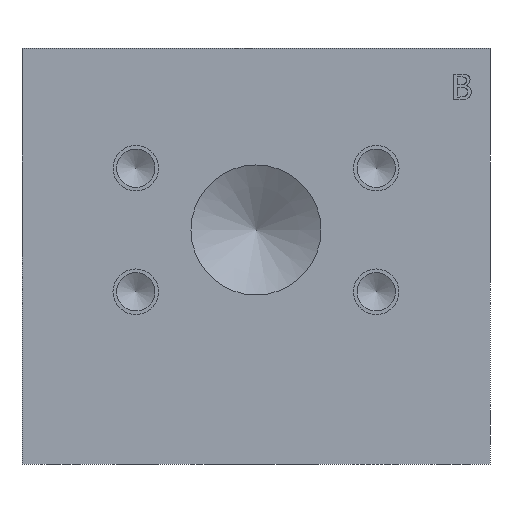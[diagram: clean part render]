
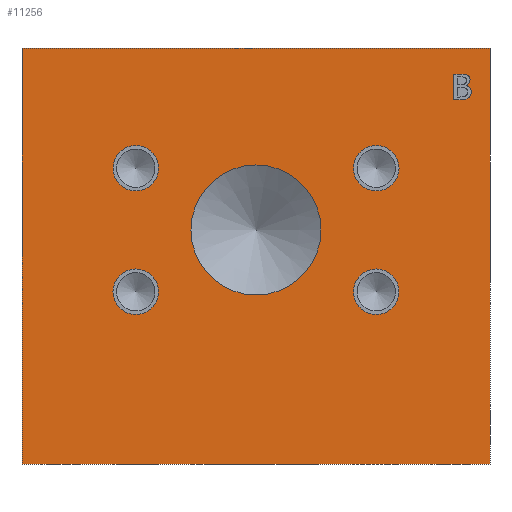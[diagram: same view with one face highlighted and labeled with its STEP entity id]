
A CAD part, front view. The second image highlights one B-rep face of the part: STEP entity #11256.
In plain terms, the highlighted planar face has unit normal (0, -1, 0).
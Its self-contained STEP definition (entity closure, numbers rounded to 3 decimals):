
#327=B_SPLINE_CURVE_WITH_KNOTS('',2,(#18384,#18385,#18386,#18387),
 .UNSPECIFIED.,.F.,.F.,(3,1,3),(0.,1.,2.),.UNSPECIFIED.);
#329=B_SPLINE_CURVE_WITH_KNOTS('',2,(#18411,#18412,#18413,#18414),
 .UNSPECIFIED.,.F.,.F.,(3,1,3),(0.,1.,2.),.UNSPECIFIED.);
#331=B_SPLINE_CURVE_WITH_KNOTS('',2,(#18430,#18431,#18432,#18433),
 .UNSPECIFIED.,.F.,.F.,(3,1,3),(0.,1.,2.),.UNSPECIFIED.);
#333=B_SPLINE_CURVE_WITH_KNOTS('',2,(#18449,#18450,#18451,#18452),
 .UNSPECIFIED.,.F.,.F.,(3,1,3),(0.,1.,2.),.UNSPECIFIED.);
#335=B_SPLINE_CURVE_WITH_KNOTS('',2,(#18486,#18487,#18488,#18489),
 .UNSPECIFIED.,.F.,.F.,(3,1,3),(0.,1.,2.),.UNSPECIFIED.);
#337=B_SPLINE_CURVE_WITH_KNOTS('',2,(#18504,#18505,#18506,#18507),
 .UNSPECIFIED.,.F.,.F.,(3,1,3),(0.,1.,2.),.UNSPECIFIED.);
#470=CIRCLE('',#11773,5.563);
#471=CIRCLE('',#11774,5.563);
#472=CIRCLE('',#11775,5.563);
#473=CIRCLE('',#11776,5.563);
#474=CIRCLE('',#11777,5.563);
#475=CIRCLE('',#11778,5.563);
#476=CIRCLE('',#11779,5.563);
#477=CIRCLE('',#11780,5.563);
#478=CIRCLE('',#11781,15.875);
#479=CIRCLE('',#11782,15.875);
#776=FACE_BOUND('',#1871,.T.);
#777=FACE_BOUND('',#1872,.T.);
#778=FACE_BOUND('',#1873,.T.);
#779=FACE_BOUND('',#1874,.T.);
#780=FACE_BOUND('',#1875,.T.);
#781=FACE_BOUND('',#1876,.T.);
#1246=FACE_OUTER_BOUND('',#1870,.T.);
#1870=EDGE_LOOP('',(#9214,#9215,#9216,#9217));
#1871=EDGE_LOOP('',(#9218,#9219,#9220,#9221,#9222,#9223,#9224,#9225,#9226,
#9227));
#1872=EDGE_LOOP('',(#9228,#9229));
#1873=EDGE_LOOP('',(#9230,#9231));
#1874=EDGE_LOOP('',(#9232,#9233));
#1875=EDGE_LOOP('',(#9234,#9235));
#1876=EDGE_LOOP('',(#9236,#9237));
#2120=LINE('',#14878,#3203);
#2522=LINE('',#16886,#3605);
#3025=LINE('',#18398,#4108);
#3031=LINE('',#18461,#4114);
#3034=LINE('',#18467,#4117);
#3037=LINE('',#18473,#4120);
#3041=LINE('',#18515,#4124);
#3042=LINE('',#18516,#4125);
#3203=VECTOR('',#12257,10.);
#3605=VECTOR('',#12941,10.);
#4108=VECTOR('',#13806,10.);
#4114=VECTOR('',#13814,10.);
#4117=VECTOR('',#13819,10.);
#4120=VECTOR('',#13824,10.);
#4124=VECTOR('',#13832,10.);
#4125=VECTOR('',#13833,10.);
#4275=VERTEX_POINT('',#14876);
#4276=VERTEX_POINT('',#14877);
#4653=VERTEX_POINT('',#16885);
#5029=VERTEX_POINT('',#18382);
#5030=VERTEX_POINT('',#18383);
#5033=VERTEX_POINT('',#18397);
#5035=VERTEX_POINT('',#18410);
#5037=VERTEX_POINT('',#18429);
#5039=VERTEX_POINT('',#18448);
#5041=VERTEX_POINT('',#18460);
#5043=VERTEX_POINT('',#18466);
#5045=VERTEX_POINT('',#18472);
#5047=VERTEX_POINT('',#18485);
#5049=VERTEX_POINT('',#18514);
#5050=VERTEX_POINT('',#18517);
#5051=VERTEX_POINT('',#18518);
#5052=VERTEX_POINT('',#18521);
#5053=VERTEX_POINT('',#18522);
#5054=VERTEX_POINT('',#18525);
#5055=VERTEX_POINT('',#18526);
#5056=VERTEX_POINT('',#18529);
#5057=VERTEX_POINT('',#18530);
#5058=VERTEX_POINT('',#18533);
#5059=VERTEX_POINT('',#18534);
#5380=EDGE_CURVE('',#4275,#4276,#2120,.T.);
#5936=EDGE_CURVE('',#4275,#4653,#2522,.T.);
#6497=EDGE_CURVE('',#5029,#5030,#327,.T.);
#6501=EDGE_CURVE('',#5033,#5029,#3025,.T.);
#6504=EDGE_CURVE('',#5035,#5033,#329,.T.);
#6507=EDGE_CURVE('',#5037,#5035,#331,.T.);
#6510=EDGE_CURVE('',#5039,#5037,#333,.T.);
#6513=EDGE_CURVE('',#5041,#5039,#3031,.T.);
#6516=EDGE_CURVE('',#5043,#5041,#3034,.T.);
#6519=EDGE_CURVE('',#5045,#5043,#3037,.T.);
#6522=EDGE_CURVE('',#5047,#5045,#335,.T.);
#6525=EDGE_CURVE('',#5030,#5047,#337,.T.);
#6527=EDGE_CURVE('',#4276,#5049,#3041,.T.);
#6528=EDGE_CURVE('',#4653,#5049,#3042,.T.);
#6529=EDGE_CURVE('',#5050,#5051,#470,.T.);
#6530=EDGE_CURVE('',#5051,#5050,#471,.T.);
#6531=EDGE_CURVE('',#5052,#5053,#472,.T.);
#6532=EDGE_CURVE('',#5053,#5052,#473,.T.);
#6533=EDGE_CURVE('',#5054,#5055,#474,.T.);
#6534=EDGE_CURVE('',#5055,#5054,#475,.T.);
#6535=EDGE_CURVE('',#5056,#5057,#476,.T.);
#6536=EDGE_CURVE('',#5057,#5056,#477,.T.);
#6537=EDGE_CURVE('',#5058,#5059,#478,.T.);
#6538=EDGE_CURVE('',#5059,#5058,#479,.T.);
#9214=ORIENTED_EDGE('',*,*,#5380,.T.);
#9215=ORIENTED_EDGE('',*,*,#6527,.T.);
#9216=ORIENTED_EDGE('',*,*,#6528,.F.);
#9217=ORIENTED_EDGE('',*,*,#5936,.F.);
#9218=ORIENTED_EDGE('',*,*,#6497,.T.);
#9219=ORIENTED_EDGE('',*,*,#6525,.T.);
#9220=ORIENTED_EDGE('',*,*,#6522,.T.);
#9221=ORIENTED_EDGE('',*,*,#6519,.T.);
#9222=ORIENTED_EDGE('',*,*,#6516,.T.);
#9223=ORIENTED_EDGE('',*,*,#6513,.T.);
#9224=ORIENTED_EDGE('',*,*,#6510,.T.);
#9225=ORIENTED_EDGE('',*,*,#6507,.T.);
#9226=ORIENTED_EDGE('',*,*,#6504,.T.);
#9227=ORIENTED_EDGE('',*,*,#6501,.T.);
#9228=ORIENTED_EDGE('',*,*,#6529,.T.);
#9229=ORIENTED_EDGE('',*,*,#6530,.T.);
#9230=ORIENTED_EDGE('',*,*,#6531,.T.);
#9231=ORIENTED_EDGE('',*,*,#6532,.T.);
#9232=ORIENTED_EDGE('',*,*,#6533,.T.);
#9233=ORIENTED_EDGE('',*,*,#6534,.T.);
#9234=ORIENTED_EDGE('',*,*,#6535,.T.);
#9235=ORIENTED_EDGE('',*,*,#6536,.T.);
#9236=ORIENTED_EDGE('',*,*,#6537,.T.);
#9237=ORIENTED_EDGE('',*,*,#6538,.T.);
#10390=PLANE('',#11772);
#11256=ADVANCED_FACE('',(#1246,#776,#777,#778,#779,#780,#781),#10390,.T.);
#11772=AXIS2_PLACEMENT_3D('',#18513,#13830,#13831);
#11773=AXIS2_PLACEMENT_3D('',#18519,#13834,#13835);
#11774=AXIS2_PLACEMENT_3D('',#18520,#13836,#13837);
#11775=AXIS2_PLACEMENT_3D('',#18523,#13838,#13839);
#11776=AXIS2_PLACEMENT_3D('',#18524,#13840,#13841);
#11777=AXIS2_PLACEMENT_3D('',#18527,#13842,#13843);
#11778=AXIS2_PLACEMENT_3D('',#18528,#13844,#13845);
#11779=AXIS2_PLACEMENT_3D('',#18531,#13846,#13847);
#11780=AXIS2_PLACEMENT_3D('',#18532,#13848,#13849);
#11781=AXIS2_PLACEMENT_3D('',#18535,#13850,#13851);
#11782=AXIS2_PLACEMENT_3D('',#18536,#13852,#13853);
#12257=DIRECTION('',(1.,0.,0.));
#12941=DIRECTION('',(0.,0.,1.));
#13806=DIRECTION('',(0.,0.,-1.));
#13814=DIRECTION('',(1.,0.,0.));
#13819=DIRECTION('',(0.,0.,1.));
#13824=DIRECTION('',(-1.,0.,0.));
#13830=DIRECTION('center_axis',(0.,-1.,0.));
#13831=DIRECTION('ref_axis',(1.,0.,0.));
#13832=DIRECTION('',(0.,0.,1.));
#13833=DIRECTION('',(1.,0.,0.));
#13834=DIRECTION('center_axis',(0.,1.,0.));
#13835=DIRECTION('ref_axis',(1.,0.,0.));
#13836=DIRECTION('center_axis',(0.,1.,0.));
#13837=DIRECTION('ref_axis',(1.,0.,0.));
#13838=DIRECTION('center_axis',(0.,1.,0.));
#13839=DIRECTION('ref_axis',(1.,0.,0.));
#13840=DIRECTION('center_axis',(0.,1.,0.));
#13841=DIRECTION('ref_axis',(1.,0.,0.));
#13842=DIRECTION('center_axis',(0.,1.,0.));
#13843=DIRECTION('ref_axis',(1.,0.,0.));
#13844=DIRECTION('center_axis',(0.,1.,0.));
#13845=DIRECTION('ref_axis',(1.,0.,0.));
#13846=DIRECTION('center_axis',(0.,1.,0.));
#13847=DIRECTION('ref_axis',(1.,0.,0.));
#13848=DIRECTION('center_axis',(0.,1.,0.));
#13849=DIRECTION('ref_axis',(1.,0.,0.));
#13850=DIRECTION('center_axis',(0.,1.,0.));
#13851=DIRECTION('ref_axis',(1.,0.,0.));
#13852=DIRECTION('center_axis',(0.,1.,0.));
#13853=DIRECTION('ref_axis',(1.,0.,0.));
#14876=CARTESIAN_POINT('',(0.,0.,0.));
#14877=CARTESIAN_POINT('',(114.3,0.,0.));
#14878=CARTESIAN_POINT('',(0.,0.,0.));
#16885=CARTESIAN_POINT('',(0.,0.,101.6));
#16886=CARTESIAN_POINT('',(0.,0.,0.));
#18382=CARTESIAN_POINT('',(108.537,0.,92.43));
#18383=CARTESIAN_POINT('',(109.725,0.,90.85));
#18384=CARTESIAN_POINT('Ctrl Pts',(108.537,0.,92.43));
#18385=CARTESIAN_POINT('Ctrl Pts',(109.103,0.,92.276));
#18386=CARTESIAN_POINT('Ctrl Pts',(109.725,0.,91.457));
#18387=CARTESIAN_POINT('Ctrl Pts',(109.725,0.,90.85));
#18397=CARTESIAN_POINT('',(108.537,0.,92.461));
#18398=CARTESIAN_POINT('',(108.537,0.,46.23));
#18410=CARTESIAN_POINT('',(109.427,0.,93.819));
#18411=CARTESIAN_POINT('Ctrl Pts',(109.427,0.,93.819));
#18412=CARTESIAN_POINT('Ctrl Pts',(109.427,0.,93.372));
#18413=CARTESIAN_POINT('Ctrl Pts',(108.953,0.,92.662));
#18414=CARTESIAN_POINT('Ctrl Pts',(108.537,0.,92.461));
#18429=CARTESIAN_POINT('',(108.768,0.,94.993));
#18430=CARTESIAN_POINT('Ctrl Pts',(108.768,0.,94.993));
#18431=CARTESIAN_POINT('Ctrl Pts',(109.113,0.,94.813));
#18432=CARTESIAN_POINT('Ctrl Pts',(109.427,0.,94.221));
#18433=CARTESIAN_POINT('Ctrl Pts',(109.427,0.,93.819));
#18448=CARTESIAN_POINT('',(107.101,0.,95.25));
#18449=CARTESIAN_POINT('Ctrl Pts',(107.101,0.,95.25));
#18450=CARTESIAN_POINT('Ctrl Pts',(107.78,0.,95.25));
#18451=CARTESIAN_POINT('Ctrl Pts',(108.459,0.,95.163));
#18452=CARTESIAN_POINT('Ctrl Pts',(108.768,0.,94.993));
#18460=CARTESIAN_POINT('',(105.418,0.,95.25));
#18461=CARTESIAN_POINT('',(52.709,0.,95.25));
#18466=CARTESIAN_POINT('',(105.418,0.,88.9));
#18467=CARTESIAN_POINT('',(105.418,0.,44.45));
#18472=CARTESIAN_POINT('',(107.24,0.,88.9));
#18473=CARTESIAN_POINT('',(53.62,0.,88.9));
#18485=CARTESIAN_POINT('',(109.067,0.,89.415));
#18486=CARTESIAN_POINT('Ctrl Pts',(109.067,0.,89.415));
#18487=CARTESIAN_POINT('Ctrl Pts',(108.706,0.,89.137));
#18488=CARTESIAN_POINT('Ctrl Pts',(107.888,0.,88.9));
#18489=CARTESIAN_POINT('Ctrl Pts',(107.24,0.,88.9));
#18504=CARTESIAN_POINT('Ctrl Pts',(109.725,0.,90.85));
#18505=CARTESIAN_POINT('Ctrl Pts',(109.725,0.,90.377));
#18506=CARTESIAN_POINT('Ctrl Pts',(109.365,0.,89.651));
#18507=CARTESIAN_POINT('Ctrl Pts',(109.067,0.,89.415));
#18513=CARTESIAN_POINT('Origin',(0.,0.,0.));
#18514=CARTESIAN_POINT('',(114.3,0.,101.6));
#18515=CARTESIAN_POINT('',(114.3,0.,0.));
#18516=CARTESIAN_POINT('',(0.,0.,101.6));
#18517=CARTESIAN_POINT('',(33.345,0.,42.067));
#18518=CARTESIAN_POINT('',(22.22,0.,42.067));
#18519=CARTESIAN_POINT('Origin',(27.783,0.,42.067));
#18520=CARTESIAN_POINT('Origin',(27.783,0.,42.067));
#18521=CARTESIAN_POINT('',(92.08,0.,72.238));
#18522=CARTESIAN_POINT('',(80.955,0.,72.238));
#18523=CARTESIAN_POINT('Origin',(86.517,0.,72.238));
#18524=CARTESIAN_POINT('Origin',(86.517,0.,72.238));
#18525=CARTESIAN_POINT('',(92.075,0.,42.067));
#18526=CARTESIAN_POINT('',(80.95,0.,42.067));
#18527=CARTESIAN_POINT('Origin',(86.512,0.,42.067));
#18528=CARTESIAN_POINT('Origin',(86.512,0.,42.067));
#18529=CARTESIAN_POINT('',(33.35,0.,72.238));
#18530=CARTESIAN_POINT('',(22.225,0.,72.238));
#18531=CARTESIAN_POINT('Origin',(27.788,0.,72.238));
#18532=CARTESIAN_POINT('Origin',(27.788,0.,72.238));
#18533=CARTESIAN_POINT('',(73.025,0.,57.15));
#18534=CARTESIAN_POINT('',(41.275,0.,57.15));
#18535=CARTESIAN_POINT('Origin',(57.15,0.,57.15));
#18536=CARTESIAN_POINT('Origin',(57.15,0.,57.15));
